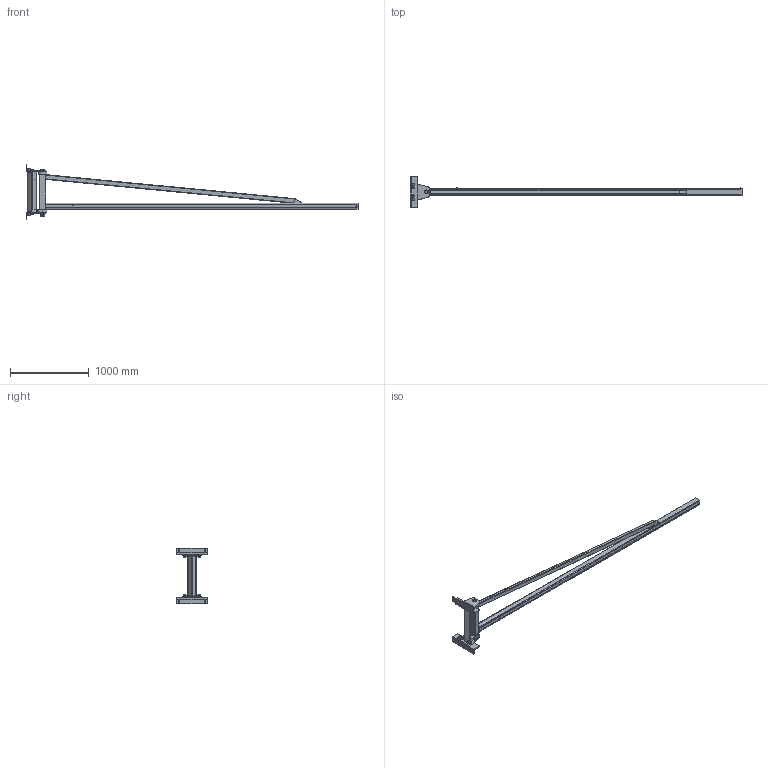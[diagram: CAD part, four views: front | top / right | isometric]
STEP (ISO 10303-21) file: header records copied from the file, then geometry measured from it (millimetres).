
FILE_DESCRIPTION(('STEP AP214'),'1');
FILE_NAME('PMH Väggsvängkran Oden 250-4.stp','2013-08-16T08:11:18',(' '),(' '),'Spatial InterOp 3D',' ',' ');
FILE_SCHEMA(('automotive_design'));
Length unit declared in the file: millimetre
Products named in the file (59): O0250-4; Lagerbox IV; KKR; Profil 6; Kil IV _ V; Kil Sida IV / V; Kil Ovansida IV / V; _ndstopp Profil 6; Hydraulrör, L=70; Polyfjäder 32s/12; Bultf_rband M10x100; M6S M10x100; DIN_985 M10; PMH Vaggsvangkran Oden 250-4; V_ggf_ste IV; Fästöra IV; KKR 80, L=525; Bolt Assembly; M6S M20x50; DIN_985 M20; Bultf_rband M20x50; Vinkelstång IV Typ 1; Axel III _ IV; Axelkant III / IV; Axel III / IV; Distansbricka III / IV; Hylsa III / IV; Bultf_rband M8x65; DIN_985 M8; M6S M8x65; Broms V_ggf_ste IV (250); Bromsback IV Typ 1; Bromsback IV Typ 2; Broms 250 Bolt Assembly; Polyfjäder 25s/10 (hårdhet 90), L=20; Bricka Ø26/11, T=5; M6M M10; Gängstång M10x160
Assembly tree (62 placements, depth 5):
  PMH Vaggsvangkran Oden 250-4
    O0250-4
      Lagerbox IV
      Lagerbox IV
      KKR
      Profil 6
      Kil IV _ V
        Kil Sida IV / V
        Kil Sida IV / V
        Kil Ovansida IV / V
      _ndstopp Profil 6
        Hydraulrör, L=70
        Polyfjäder 32s/12
        Bultf_rband M10x100
          M6S M10x100
          DIN_985 M10
      Bultf_rband M10x100
        M6S M10x100
        DIN_985 M10
      KKR
    V_ggf_ste IV
      V_ggf_ste IV
        Fästöra IV
        Fästöra IV
        KKR 80, L=525
      Bultf_rband M20x50
        Bolt Assembly  x4
          M6S M20x50
          DIN_985 M20
        Bolt Assembly
          M6S M20x50
          DIN_985 M20
        Bolt Assembly
          M6S M20x50
          DIN_985 M20
        Bolt Assembly
          M6S M20x50
          DIN_985 M20
        Bolt Assembly
          M6S M20x50
          DIN_985 M20
      Vinkelstång IV Typ 1
      Vinkelstång IV Typ 1
      Axel III _ IV
        Axelkant III / IV
        Axel III / IV
        Distansbricka III / IV
        Hylsa III / IV
        Bultf_rband M8x65
          DIN_985 M8
          M6S M8x65
      Broms V_ggf_ste IV (250)
        Bromsback IV Typ 1
        Bromsback IV Typ 2
        Broms 250 Bolt Assembly
          Polyfjäder 25s/10 (hårdhet 90), L=20
          Bricka Ø26/11, T=5
          M6M M10  x2
          Gängstång M10x160
Bounding box: 4210 x 390 x 699 mm (x, y, z)
Volume: 17915377.8 mm3; surface area: 3993531.5 mm2
Topology: 48 solids, 48 shells, 727 faces, 1580 edges, 971 vertices
Faces by surface type: plane 339, cone 247, cylinder 141
Full cylindrical faces by diameter (mm): 4.5 x1, 7.28 x1, 8 x2, 9 x3, 9.1 x2, 10 x9, 11 x6, 12 x1, 13 x1, 15 x1, 17 x4, 18.2 x8, 20 x16, 21 x16, 25 x5, 26 x1, 30 x8, 32 x1, 35 x3, 35.5 x2, 36 x1, 50 x3, 112 x2
Entity records: 21396 total; most frequent: CARTESIAN_POINT 3602, DIRECTION 2572, ORIENTED_EDGE 2304, EDGE_CURVE 1152, AXIS2_PLACEMENT_3D 1078, EDGE_LOOP 800, VERTEX_POINT 776, FACE_OUTER_BOUND 664
